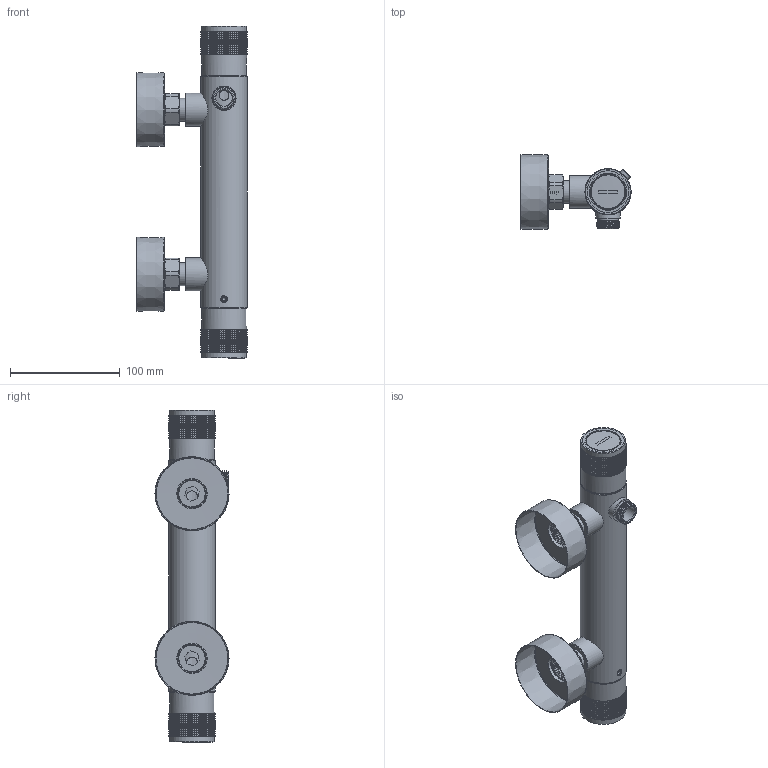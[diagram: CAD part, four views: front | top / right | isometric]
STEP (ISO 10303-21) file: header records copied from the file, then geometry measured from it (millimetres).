
FILE_DESCRIPTION (( 'STEP AP203' ), '1' );
FILE_NAME ('84DP04627.STEP', '2025-10-02T05:37:08', ( '' ), ( '' ), 'SwSTEP 2.0', 'SolidWorks 2021', '' );
FILE_SCHEMA (( 'CONFIG_CONTROL_DESIGN' ));
Length unit declared in the file: millimetre
Products named in the file (1): 84DP04627
Bounding box: 100.31 x 67.5 x 302.4 mm (x, y, z)
Volume: 121338.6 mm3; surface area: 153230 mm2
Topology: 23 solids, 23 shells, 6567 faces, 19403 edges, 12924 vertices
Faces by surface type: cylinder 3102, plane 3064, bspline 267, cone 106, torus 28
Full cylindrical faces by diameter (mm): 3 x8, 4.5 x8, 4.8 x2, 5.8 x3, 6 x1, 9 x1, 10 x2, 10.7 x2, 12.7 x2, 15 x5, 16.2 x2, 18 x2, 18.2 x2, 18.5 x1, 20 x2, 20.5 x2, 20.8 x2, 21 x2, 22 x1, 24 x2, 24.5 x10, 25.6 x2, 26.6 x2, 27 x4, 30 x2, 34.9 x1, 35.5 x2, 35.9 x1, 36.6 x1, 37 x1
Entity records: 238931 total; most frequent: CARTESIAN_POINT 73365, ORIENTED_EDGE 38246, DIRECTION 31306, EDGE_CURVE 19123, VERTEX_POINT 12831, AXIS2_PLACEMENT_3D 12649, EDGE_LOOP 6850, FACE_OUTER_BOUND 6670
